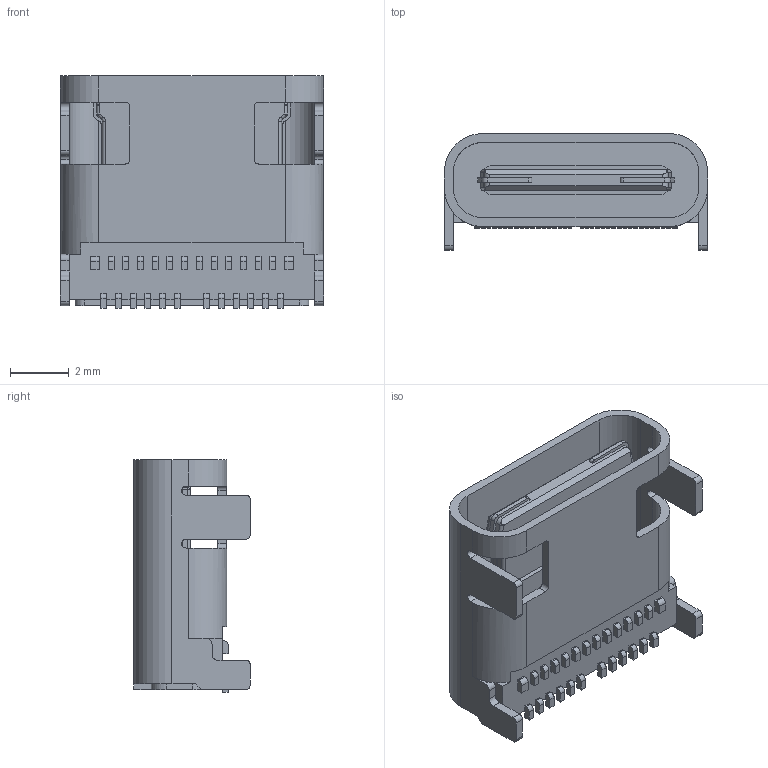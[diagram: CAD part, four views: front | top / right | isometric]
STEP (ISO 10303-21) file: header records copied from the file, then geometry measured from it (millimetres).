
FILE_DESCRIPTION (( 'STEP AP203' ), '1' );
FILE_NAME ('Female USB Type C Connector- RPi4ModelB.STEP_Predeterminado_sldprt.STEP', '2022-06-23T14:44:50', ( '' ), ( '' ), 'SwSTEP 2.0', 'SolidWorks 2020', '' );
FILE_SCHEMA (( 'CONFIG_CONTROL_DESIGN' ));
Length unit declared in the file: millimetre
Products named in the file (1): Female USB Type C Connector- RPi4ModelB.STEP_Predeterminado_sldprt
Bounding box: 8.94 x 3.96 x 7.9 mm (x, y, z)
Volume: 129.7 mm3; surface area: 398.4 mm2
Topology: 1 solids, 1 shells, 403 faces, 1100 edges, 706 vertices
Faces by surface type: plane 257, cylinder 126, bspline 16, torus 4
Entity records: 12900 total; most frequent: CARTESIAN_POINT 2533, ORIENTED_EDGE 2184, DIRECTION 2122, EDGE_CURVE 1092, VECTOR 806, LINE 806, VERTEX_POINT 706, AXIS2_PLACEMENT_3D 658
